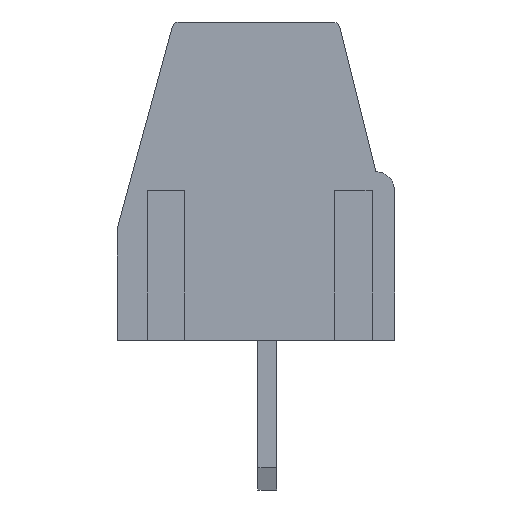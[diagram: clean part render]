
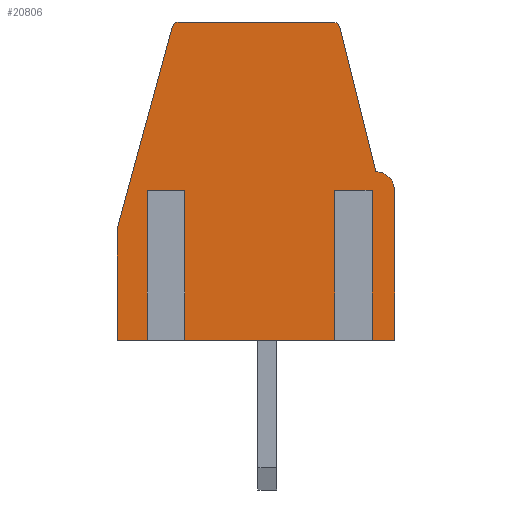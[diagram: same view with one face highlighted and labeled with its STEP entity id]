
A CAD part, left-side view. The second image highlights one B-rep face of the part: STEP entity #20806.
In plain terms, the highlighted planar face has unit normal (-1, 0, 0).
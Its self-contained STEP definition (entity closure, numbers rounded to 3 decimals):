
#482 = ORIENTED_EDGE ( 'NONE', *, *, #16360, .F. ) ;
#650 = CARTESIAN_POINT ( 'NONE',  ( -9.525, 4., 8.55 ) ) ;
#675 = DIRECTION ( 'NONE',  ( 0., 0., -1. ) ) ;
#998 = DIRECTION ( 'NONE',  ( 0., -1., 0. ) ) ;
#1423 = CARTESIAN_POINT ( 'NONE',  ( -9.525, -2.9, 4.05 ) ) ;
#1546 = CIRCLE ( 'NONE', #7057, 0.2 ) ;
#1547 = CARTESIAN_POINT ( 'NONE',  ( -9.525, -2.567, 4.05 ) ) ;
#1614 = CARTESIAN_POINT ( 'NONE',  ( -9.525, -2.567, 4.05 ) ) ;
#1812 = VECTOR ( 'NONE', #9062, 1000. ) ;
#1858 = ORIENTED_EDGE ( 'NONE', *, *, #7810, .T. ) ;
#2189 = CARTESIAN_POINT ( 'NONE',  ( -9.525, 2.967, 4.05 ) ) ;
#2259 = DIRECTION ( 'NONE',  ( 0., 0., -1. ) ) ;
#2393 = DIRECTION ( 'NONE',  ( 0., -1., 0. ) ) ;
#2407 = EDGE_CURVE ( 'NONE', #15074, #13891, #12462, .T. ) ;
#2507 = VECTOR ( 'NONE', #18466, 1000. ) ;
#2516 = LINE ( 'NONE', #10469, #13711 ) ;
#2697 = CARTESIAN_POINT ( 'NONE',  ( -9.525, 2.347, 8.35 ) ) ;
#3566 = EDGE_CURVE ( 'NONE', #10837, #10352, #20252, .T. ) ;
#3683 = EDGE_CURVE ( 'NONE', #21194, #16910, #10877, .T. ) ;
#3890 = CARTESIAN_POINT ( 'NONE',  ( -9.525, 2.433, 0.05 ) ) ;
#4037 = CARTESIAN_POINT ( 'NONE',  ( -9.525, 4., 8.55 ) ) ;
#4358 = DIRECTION ( 'NONE',  ( 0., 1., 0. ) ) ;
#4401 = VECTOR ( 'NONE', #675, 1000. ) ;
#4609 = EDGE_CURVE ( 'NONE', #12943, #13891, #7036, .T. ) ;
#5422 = LINE ( 'NONE', #11947, #2507 ) ;
#5957 = DIRECTION ( 'NONE',  ( -1., 0., 0. ) ) ;
#6040 = ORIENTED_EDGE ( 'NONE', *, *, #17129, .T. ) ;
#6432 = EDGE_CURVE ( 'NONE', #15843, #21048, #16234, .T. ) ;
#6511 = EDGE_CURVE ( 'NONE', #9993, #12446, #14945, .T. ) ;
#6542 = CARTESIAN_POINT ( 'NONE',  ( -9.525, -3.4, 4.05 ) ) ;
#6604 = DIRECTION ( 'NONE',  ( 0., 1., 0. ) ) ;
#6936 = CARTESIAN_POINT ( 'NONE',  ( -9.525, 4., 0.05 ) ) ;
#7012 = DIRECTION ( 'NONE',  ( 0., -1., 0. ) ) ;
#7036 = LINE ( 'NONE', #2189, #4401 ) ;
#7057 = AXIS2_PLACEMENT_3D ( 'NONE', #2697, #5957, #12250 ) ;
#7127 = PLANE ( 'NONE',  #14100 ) ;
#7331 = DIRECTION ( 'NONE',  ( 0., 1., 0. ) ) ;
#7445 = CARTESIAN_POINT ( 'NONE',  ( -9.525, 4., 8.55 ) ) ;
#7601 = CARTESIAN_POINT ( 'NONE',  ( -9.525, 4., 3.05 ) ) ;
#7705 = ORIENTED_EDGE ( 'NONE', *, *, #6432, .T. ) ;
#7734 = DIRECTION ( 'NONE',  ( 0., 0., -1. ) ) ;
#7810 = EDGE_CURVE ( 'NONE', #8657, #10352, #20113, .T. ) ;
#7849 = CARTESIAN_POINT ( 'NONE',  ( -9.525, -3.4, 0.05 ) ) ;
#8004 = VERTEX_POINT ( 'NONE', #7601 ) ;
#8028 = VECTOR ( 'NONE', #9022, 1000. ) ;
#8088 = DIRECTION ( 'NONE',  ( 0., -1., 0. ) ) ;
#8147 = ORIENTED_EDGE ( 'NONE', *, *, #9615, .T. ) ;
#8163 = ORIENTED_EDGE ( 'NONE', *, *, #3566, .F. ) ;
#8173 = CARTESIAN_POINT ( 'NONE',  ( -9.525, 2.347, 8.55 ) ) ;
#8190 = ORIENTED_EDGE ( 'NONE', *, *, #16619, .T. ) ;
#8418 = ORIENTED_EDGE ( 'NONE', *, *, #9662, .T. ) ;
#8657 = VERTEX_POINT ( 'NONE', #20486 ) ;
#8745 = VECTOR ( 'NONE', #998, 1000. ) ;
#8848 = DIRECTION ( 'NONE',  ( 0., -1., 0. ) ) ;
#9022 = DIRECTION ( 'NONE',  ( 0., -1., 0. ) ) ;
#9027 = LINE ( 'NONE', #650, #20619 ) ;
#9062 = DIRECTION ( 'NONE',  ( 0., 0., -1. ) ) ;
#9106 = VECTOR ( 'NONE', #7012, 1000. ) ;
#9166 = ORIENTED_EDGE ( 'NONE', *, *, #19748, .F. ) ;
#9605 = AXIS2_PLACEMENT_3D ( 'NONE', #15479, #15676, #4358 ) ;
#9615 = EDGE_CURVE ( 'NONE', #21194, #15476, #10625, .T. ) ;
#9662 = EDGE_CURVE ( 'NONE', #12943, #16787, #2516, .T. ) ;
#9703 = DIRECTION ( 'NONE',  ( -1., 0., 0. ) ) ;
#9852 = VECTOR ( 'NONE', #8088, 1000. ) ;
#9993 = VERTEX_POINT ( 'NONE', #3890 ) ;
#10044 = VECTOR ( 'NONE', #13785, 1000. ) ;
#10054 = CARTESIAN_POINT ( 'NONE',  ( -9.525, -2.9, 4.55 ) ) ;
#10076 = CARTESIAN_POINT ( 'NONE',  ( -9.525, -1.938, 8.399 ) ) ;
#10352 = VERTEX_POINT ( 'NONE', #7849 ) ;
#10442 = FACE_OUTER_BOUND ( 'NONE', #16685, .T. ) ;
#10469 = CARTESIAN_POINT ( 'NONE',  ( -9.525, 2.433, 4.05 ) ) ;
#10625 = CIRCLE ( 'NONE', #9605, 0.2 ) ;
#10699 = CARTESIAN_POINT ( 'NONE',  ( -9.525, -2.033, 0.05 ) ) ;
#10762 = LINE ( 'NONE', #7445, #8745 ) ;
#10823 = CARTESIAN_POINT ( 'NONE',  ( -9.525, 4., 0.05 ) ) ;
#10837 = VERTEX_POINT ( 'NONE', #6542 ) ;
#10877 = LINE ( 'NONE', #18804, #15482 ) ;
#10982 = VERTEX_POINT ( 'NONE', #18546 ) ;
#11074 = LINE ( 'NONE', #12701, #19965 ) ;
#11649 = ORIENTED_EDGE ( 'NONE', *, *, #13321, .T. ) ;
#11947 = CARTESIAN_POINT ( 'NONE',  ( -9.525, 2.433, 4.05 ) ) ;
#12213 = ORIENTED_EDGE ( 'NONE', *, *, #14133, .T. ) ;
#12250 = DIRECTION ( 'NONE',  ( 0., 1., 0. ) ) ;
#12260 = EDGE_CURVE ( 'NONE', #15843, #12446, #16080, .T. ) ;
#12446 = VERTEX_POINT ( 'NONE', #10699 ) ;
#12462 = LINE ( 'NONE', #10823, #8028 ) ;
#12701 = CARTESIAN_POINT ( 'NONE',  ( -9.525, 2.5, 8.55 ) ) ;
#12713 = DIRECTION ( 'NONE',  ( 0., -0.243, -0.97 ) ) ;
#12943 = VERTEX_POINT ( 'NONE', #16332 ) ;
#13284 = CARTESIAN_POINT ( 'NONE',  ( -9.525, 2.967, 0.05 ) ) ;
#13321 = EDGE_CURVE ( 'NONE', #8004, #15074, #9027, .T. ) ;
#13711 = VECTOR ( 'NONE', #2393, 1000. ) ;
#13785 = DIRECTION ( 'NONE',  ( 0., 0., -1. ) ) ;
#13799 = CARTESIAN_POINT ( 'NONE',  ( -9.525, 2.433, 4.05 ) ) ;
#13891 = VERTEX_POINT ( 'NONE', #13284 ) ;
#14100 = AXIS2_PLACEMENT_3D ( 'NONE', #4037, #17070, #7331 ) ;
#14133 = EDGE_CURVE ( 'NONE', #21048, #8657, #17413, .T. ) ;
#14332 = CARTESIAN_POINT ( 'NONE',  ( -9.525, -2.033, 4.05 ) ) ;
#14502 = EDGE_CURVE ( 'NONE', #16787, #9993, #5422, .T. ) ;
#14874 = CIRCLE ( 'NONE', #15554, 0.5 ) ;
#14945 = LINE ( 'NONE', #6936, #20137 ) ;
#15074 = VERTEX_POINT ( 'NONE', #16274 ) ;
#15123 = ORIENTED_EDGE ( 'NONE', *, *, #3683, .F. ) ;
#15456 = CARTESIAN_POINT ( 'NONE',  ( -9.525, -1.744, 8.55 ) ) ;
#15476 = VERTEX_POINT ( 'NONE', #15456 ) ;
#15479 = CARTESIAN_POINT ( 'NONE',  ( -9.525, -1.744, 8.35 ) ) ;
#15482 = VECTOR ( 'NONE', #12713, 1000. ) ;
#15554 = AXIS2_PLACEMENT_3D ( 'NONE', #1423, #9703, #6604 ) ;
#15676 = DIRECTION ( 'NONE',  ( -1., 0., 0. ) ) ;
#15843 = VERTEX_POINT ( 'NONE', #14332 ) ;
#16080 = LINE ( 'NONE', #17703, #16483 ) ;
#16234 = LINE ( 'NONE', #1547, #9852 ) ;
#16274 = CARTESIAN_POINT ( 'NONE',  ( -9.525, 4., 0.05 ) ) ;
#16332 = CARTESIAN_POINT ( 'NONE',  ( -9.525, 2.967, 4.05 ) ) ;
#16360 = EDGE_CURVE ( 'NONE', #17834, #15476, #10762, .T. ) ;
#16417 = ORIENTED_EDGE ( 'NONE', *, *, #2407, .T. ) ;
#16483 = VECTOR ( 'NONE', #7734, 1000. ) ;
#16619 = EDGE_CURVE ( 'NONE', #17834, #10982, #1546, .T. ) ;
#16641 = CARTESIAN_POINT ( 'NONE',  ( -9.525, 4., 0.05 ) ) ;
#16685 = EDGE_LOOP ( 'NONE', ( #16417, #18474, #8418, #17940, #18993, #19158, #7705, #12213, #1858, #8163, #6040, #15123, #8147, #482, #8190, #9166, #11649 ) ) ;
#16787 = VERTEX_POINT ( 'NONE', #13799 ) ;
#16910 = VERTEX_POINT ( 'NONE', #10054 ) ;
#17070 = DIRECTION ( 'NONE',  ( 1., 0., 0. ) ) ;
#17129 = EDGE_CURVE ( 'NONE', #10837, #16910, #14874, .T. ) ;
#17409 = DIRECTION ( 'NONE',  ( 0., -0.263, 0.965 ) ) ;
#17413 = LINE ( 'NONE', #19024, #1812 ) ;
#17703 = CARTESIAN_POINT ( 'NONE',  ( -9.525, -2.033, 4.05 ) ) ;
#17834 = VERTEX_POINT ( 'NONE', #8173 ) ;
#17940 = ORIENTED_EDGE ( 'NONE', *, *, #14502, .T. ) ;
#18466 = DIRECTION ( 'NONE',  ( 0., 0., -1. ) ) ;
#18474 = ORIENTED_EDGE ( 'NONE', *, *, #4609, .F. ) ;
#18546 = CARTESIAN_POINT ( 'NONE',  ( -9.525, 2.54, 8.403 ) ) ;
#18804 = CARTESIAN_POINT ( 'NONE',  ( -9.525, -1.9, 8.55 ) ) ;
#18993 = ORIENTED_EDGE ( 'NONE', *, *, #6511, .T. ) ;
#19024 = CARTESIAN_POINT ( 'NONE',  ( -9.525, -2.567, 4.05 ) ) ;
#19158 = ORIENTED_EDGE ( 'NONE', *, *, #12260, .F. ) ;
#19748 = EDGE_CURVE ( 'NONE', #8004, #10982, #11074, .T. ) ;
#19965 = VECTOR ( 'NONE', #17409, 1000. ) ;
#20113 = LINE ( 'NONE', #16641, #9106 ) ;
#20137 = VECTOR ( 'NONE', #8848, 1000. ) ;
#20252 = LINE ( 'NONE', #20455, #10044 ) ;
#20455 = CARTESIAN_POINT ( 'NONE',  ( -9.525, -3.4, 8.55 ) ) ;
#20486 = CARTESIAN_POINT ( 'NONE',  ( -9.525, -2.567, 0.05 ) ) ;
#20619 = VECTOR ( 'NONE', #2259, 1000. ) ;
#20806 = ADVANCED_FACE ( 'NONE', ( #10442 ), #7127, .F. ) ;
#21048 = VERTEX_POINT ( 'NONE', #1614 ) ;
#21194 = VERTEX_POINT ( 'NONE', #10076 ) ;
